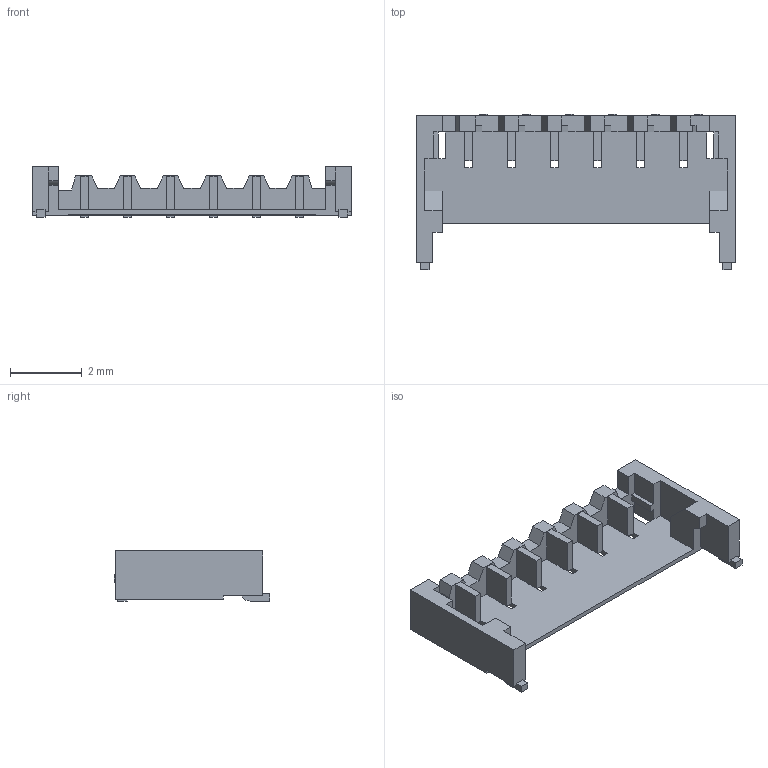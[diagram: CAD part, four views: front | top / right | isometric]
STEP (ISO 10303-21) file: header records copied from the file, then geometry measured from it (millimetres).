
FILE_DESCRIPTION(('CoCreate Modeling STEP Export'),'2;1');
FILE_NAME('DF57H-6P-1.2V.stp','2013-06-10T10:54:32',(''),(''),'CoCreate Modeling STEP processor for AP214 (Solid Model)','CoCreate Modeling 17.0 01-Apr-2010 (C) Parametric Technology GmbH','');
FILE_SCHEMA(('AUTOMOTIVE_DESIGN { 1 0 10303 214 1 1 1 1 }'));
Length unit declared in the file: millimetre
Products named in the file (1): DF57H-6P-1.2V
Bounding box: 8.9 x 4.35 x 1.4 mm (x, y, z)
Volume: 11.4 mm3; surface area: 109.5 mm2
Topology: 1 solids, 1 shells, 275 faces, 794 edges, 519 vertices
Faces by surface type: plane 253, cylinder 22
Entity records: 8812 total; most frequent: ORIENTED_EDGE 1588, CARTESIAN_POINT 1583, DIRECTION 1350, EDGE_CURVE 794, VECTOR 746, LINE 746, VERTEX_POINT 519, AXIS2_PLACEMENT_3D 302
